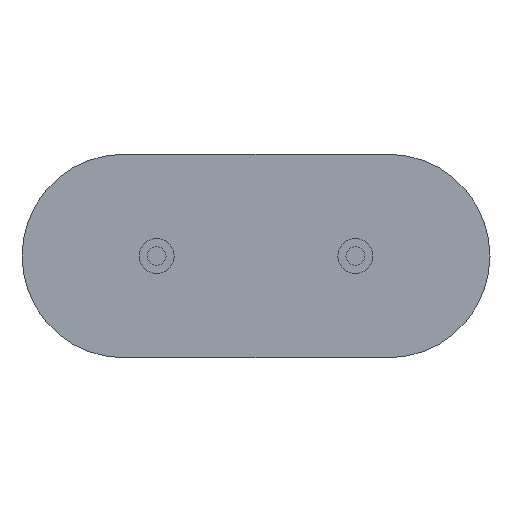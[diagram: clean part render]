
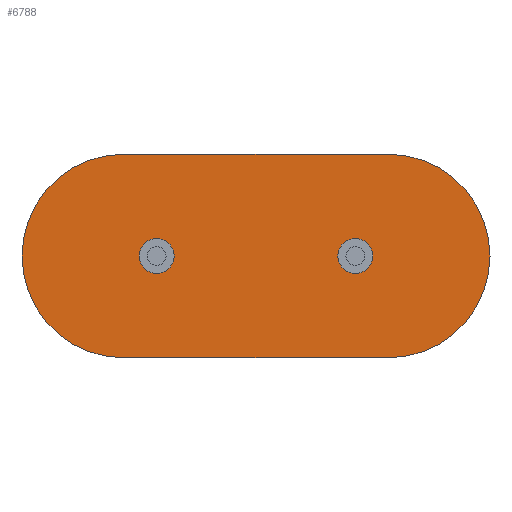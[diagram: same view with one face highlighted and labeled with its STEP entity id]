
A CAD part, front view. The second image highlights one B-rep face of the part: STEP entity #6788.
In plain terms, the highlighted planar face has unit normal (0, -1, 0).
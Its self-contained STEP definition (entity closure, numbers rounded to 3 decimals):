
#101 = CARTESIAN_POINT ( 'NONE',  ( -3.25, 0., 2.5 ) ) ;
#114 = VERTEX_POINT ( 'NONE', #5024 ) ;
#266 = DIRECTION ( 'NONE',  ( -1., 0., 0. ) ) ;
#475 = CARTESIAN_POINT ( 'NONE',  ( 3.25, 0., 2.5 ) ) ;
#658 = VERTEX_POINT ( 'NONE', #6794 ) ;
#798 = LINE ( 'NONE', #5978, #8326 ) ;
#912 = DIRECTION ( 'NONE',  ( 0., 0., 1. ) ) ;
#932 = AXIS2_PLACEMENT_3D ( 'NONE', #4998, #2089, #6395 ) ;
#983 = FACE_BOUND ( 'NONE', #3142, .T. ) ;
#1112 = CIRCLE ( 'NONE', #932, 2.5 ) ;
#1182 = DIRECTION ( 'NONE',  ( 0., 0., 1. ) ) ;
#1210 = CARTESIAN_POINT ( 'NONE',  ( 2.44, 0., 0. ) ) ;
#1250 = DIRECTION ( 'NONE',  ( 0., 1., 0. ) ) ;
#1260 = ORIENTED_EDGE ( 'NONE', *, *, #9067, .T. ) ;
#1432 = CARTESIAN_POINT ( 'NONE',  ( -2.44, 0., -0.429 ) ) ;
#1580 = ORIENTED_EDGE ( 'NONE', *, *, #3736, .F. ) ;
#1616 = CARTESIAN_POINT ( 'NONE',  ( 3.25, 0., 0. ) ) ;
#1663 = VERTEX_POINT ( 'NONE', #101 ) ;
#1765 = FACE_OUTER_BOUND ( 'NONE', #3167, .T. ) ;
#1984 = CIRCLE ( 'NONE', #9120, 0.429 ) ;
#2089 = DIRECTION ( 'NONE',  ( 0., 1., 0. ) ) ;
#2263 = ORIENTED_EDGE ( 'NONE', *, *, #2632, .T. ) ;
#2291 = AXIS2_PLACEMENT_3D ( 'NONE', #3407, #4143, #9241 ) ;
#2340 = EDGE_CURVE ( 'NONE', #1663, #2431, #798, .T. ) ;
#2355 = VERTEX_POINT ( 'NONE', #5156 ) ;
#2431 = VERTEX_POINT ( 'NONE', #475 ) ;
#2632 = EDGE_CURVE ( 'NONE', #9186, #2355, #8290, .T. ) ;
#2689 = PLANE ( 'NONE',  #2291 ) ;
#2767 = CIRCLE ( 'NONE', #7797, 0.429 ) ;
#2916 = AXIS2_PLACEMENT_3D ( 'NONE', #9166, #1250, #4790 ) ;
#3142 = EDGE_LOOP ( 'NONE', ( #2263, #3994 ) ) ;
#3167 = EDGE_LOOP ( 'NONE', ( #4839, #5339, #1580, #6682 ) ) ;
#3407 = CARTESIAN_POINT ( 'NONE',  ( 3.25, 0., 0. ) ) ;
#3736 = EDGE_CURVE ( 'NONE', #114, #1663, #1112, .T. ) ;
#3787 = CARTESIAN_POINT ( 'NONE',  ( 2.44, 0., 0. ) ) ;
#3994 = ORIENTED_EDGE ( 'NONE', *, *, #6766, .T. ) ;
#4001 = CIRCLE ( 'NONE', #8089, 2.5 ) ;
#4044 = AXIS2_PLACEMENT_3D ( 'NONE', #1210, #7800, #6279 ) ;
#4116 = CARTESIAN_POINT ( 'NONE',  ( -2.44, 0., 0. ) ) ;
#4143 = DIRECTION ( 'NONE',  ( 0., 1., 0. ) ) ;
#4435 = VERTEX_POINT ( 'NONE', #7204 ) ;
#4585 = ORIENTED_EDGE ( 'NONE', *, *, #6590, .T. ) ;
#4790 = DIRECTION ( 'NONE',  ( 0., 0., 1. ) ) ;
#4839 = ORIENTED_EDGE ( 'NONE', *, *, #8128, .F. ) ;
#4970 = CARTESIAN_POINT ( 'NONE',  ( 2.44, 0., 0.428 ) ) ;
#4998 = CARTESIAN_POINT ( 'NONE',  ( -3.25, 0., 0. ) ) ;
#5024 = CARTESIAN_POINT ( 'NONE',  ( -3.25, 0., -2.5 ) ) ;
#5156 = CARTESIAN_POINT ( 'NONE',  ( -2.44, 0., 0.429 ) ) ;
#5339 = ORIENTED_EDGE ( 'NONE', *, *, #2340, .F. ) ;
#5700 = LINE ( 'NONE', #9446, #9366 ) ;
#5756 = VERTEX_POINT ( 'NONE', #4970 ) ;
#5978 = CARTESIAN_POINT ( 'NONE',  ( -3.25, 0., 2.5 ) ) ;
#6043 = EDGE_LOOP ( 'NONE', ( #4585, #1260 ) ) ;
#6279 = DIRECTION ( 'NONE',  ( 0., 0., 1. ) ) ;
#6395 = DIRECTION ( 'NONE',  ( 0., 0., 1. ) ) ;
#6590 = EDGE_CURVE ( 'NONE', #658, #5756, #1984, .T. ) ;
#6682 = ORIENTED_EDGE ( 'NONE', *, *, #7046, .F. ) ;
#6766 = EDGE_CURVE ( 'NONE', #2355, #9186, #2767, .T. ) ;
#6775 = DIRECTION ( 'NONE',  ( 0., 1., 0. ) ) ;
#6788 = ADVANCED_FACE ( 'NONE', ( #983, #1765, #9061 ), #2689, .F. ) ;
#6794 = CARTESIAN_POINT ( 'NONE',  ( 2.44, 0., -0.429 ) ) ;
#7046 = EDGE_CURVE ( 'NONE', #4435, #114, #5700, .T. ) ;
#7204 = CARTESIAN_POINT ( 'NONE',  ( 3.25, 0., -2.5 ) ) ;
#7405 = DIRECTION ( 'NONE',  ( 0., 1., 0. ) ) ;
#7700 = CIRCLE ( 'NONE', #4044, 0.429 ) ;
#7797 = AXIS2_PLACEMENT_3D ( 'NONE', #4116, #8527, #1182 ) ;
#7800 = DIRECTION ( 'NONE',  ( 0., 1., 0. ) ) ;
#8089 = AXIS2_PLACEMENT_3D ( 'NONE', #1616, #6775, #8271 ) ;
#8128 = EDGE_CURVE ( 'NONE', #2431, #4435, #4001, .T. ) ;
#8271 = DIRECTION ( 'NONE',  ( 0., 0., 1. ) ) ;
#8290 = CIRCLE ( 'NONE', #2916, 0.429 ) ;
#8326 = VECTOR ( 'NONE', #8833, 1000. ) ;
#8527 = DIRECTION ( 'NONE',  ( 0., 1., 0. ) ) ;
#8833 = DIRECTION ( 'NONE',  ( 1., 0., 0. ) ) ;
#9061 = FACE_BOUND ( 'NONE', #6043, .T. ) ;
#9067 = EDGE_CURVE ( 'NONE', #5756, #658, #7700, .T. ) ;
#9120 = AXIS2_PLACEMENT_3D ( 'NONE', #3787, #7405, #912 ) ;
#9166 = CARTESIAN_POINT ( 'NONE',  ( -2.44, 0., 0. ) ) ;
#9186 = VERTEX_POINT ( 'NONE', #1432 ) ;
#9241 = DIRECTION ( 'NONE',  ( 0., 0., 1. ) ) ;
#9366 = VECTOR ( 'NONE', #266, 1000. ) ;
#9446 = CARTESIAN_POINT ( 'NONE',  ( 3.25, 0., -2.5 ) ) ;
